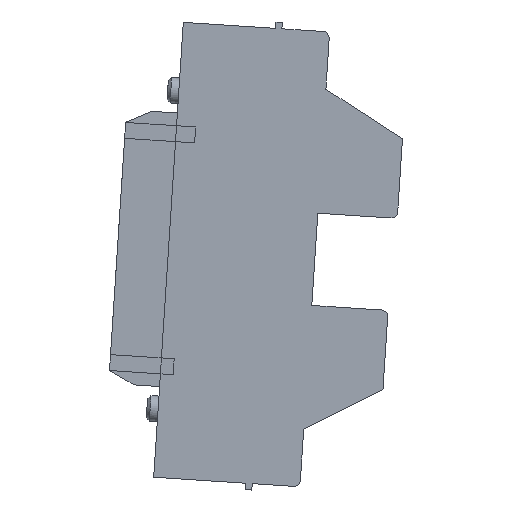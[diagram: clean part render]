
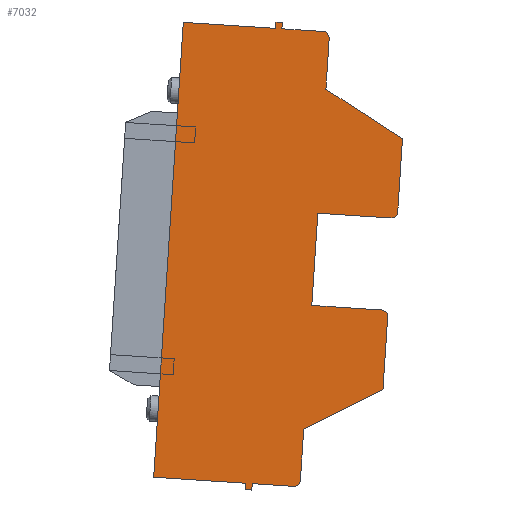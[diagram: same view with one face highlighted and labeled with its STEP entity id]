
A CAD part, left-side view. The second image highlights one B-rep face of the part: STEP entity #7032.
In plain terms, the highlighted face is planar.
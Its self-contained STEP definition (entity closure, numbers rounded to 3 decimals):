
#3242=CARTESIAN_POINT('',(2.0,29.,97.));
#3243=VERTEX_POINT('',#3242);
#3250=CARTESIAN_POINT('',(0.0,29.,97.));
#3251=VERTEX_POINT('',#3250);
#3252=CARTESIAN_POINT('',(2.0,29.,97.));
#3253=DIRECTION('',(-1.0,0.0,0.0));
#3254=VECTOR('',#3253,2.0);
#3255=LINE('',#3252,#3254);
#3256=EDGE_CURVE('',#3243,#3251,#3255,.T.);
#3572=CARTESIAN_POINT('',(145.0,0.0,97.));
#3573=VERTEX_POINT('',#3572);
#3580=CARTESIAN_POINT('',(2.0,0.0,97.));
#3581=VERTEX_POINT('',#3580);
#3582=CARTESIAN_POINT('',(145.0,0.0,97.));
#3583=DIRECTION('',(-1.0,0.0,0.0));
#3584=VECTOR('',#3583,143.0);
#3585=LINE('',#3582,#3584);
#3586=EDGE_CURVE('',#3573,#3581,#3585,.T.);
#3812=CARTESIAN_POINT('',(2.0,0.0,97.));
#3813=DIRECTION('',(0.0,1.0,0.0));
#3814=VECTOR('',#3813,29.);
#3815=LINE('',#3812,#3814);
#3816=EDGE_CURVE('',#3581,#3243,#3815,.T.);
#4257=CARTESIAN_POINT('',(145.,29.,97.));
#4258=VERTEX_POINT('',#4257);
#4265=CARTESIAN_POINT('',(145.,29.,97.));
#4266=DIRECTION('',(0.0,-1.0,0.0));
#4267=VECTOR('',#4266,29.);
#4268=LINE('',#4265,#4267);
#4269=EDGE_CURVE('',#4258,#3573,#4268,.T.);
#4916=CARTESIAN_POINT('',(4.,46.0,97.));
#4917=VERTEX_POINT('',#4916);
#4924=CARTESIAN_POINT('',(20.0,46.0,97.));
#4925=VERTEX_POINT('',#4924);
#4926=CARTESIAN_POINT('',(4.0,46.0,97.));
#4927=DIRECTION('',(1.0,0.0,0.0));
#4928=VECTOR('',#4927,16.0);
#4929=LINE('',#4926,#4928);
#4930=EDGE_CURVE('',#4917,#4925,#4929,.T.);
#5386=CARTESIAN_POINT('',(59.0,46.0,97.));
#5387=VERTEX_POINT('',#5386);
#5394=CARTESIAN_POINT('',(88.0,46.0,97.));
#5395=VERTEX_POINT('',#5394);
#5396=CARTESIAN_POINT('',(59.0,46.0,97.));
#5397=DIRECTION('',(1.0,0.0,0.0));
#5398=VECTOR('',#5397,29.0);
#5399=LINE('',#5396,#5398);
#5400=EDGE_CURVE('',#5387,#5395,#5399,.T.);
#5426=CARTESIAN_POINT('',(127.,46.0,97.));
#5427=VERTEX_POINT('',#5426);
#5434=CARTESIAN_POINT('',(143.0,46.0,97.));
#5435=VERTEX_POINT('',#5434);
#5436=CARTESIAN_POINT('',(127.,46.0,97.));
#5437=DIRECTION('',(1.0,0.0,0.0));
#5438=VECTOR('',#5437,16.);
#5439=LINE('',#5436,#5438);
#5440=EDGE_CURVE('',#5427,#5435,#5439,.T.);
#6074=CARTESIAN_POINT('',(113.0,70.0,97.));
#6075=VERTEX_POINT('',#6074);
#6082=CARTESIAN_POINT('',(113.,70.0,97.));
#6083=DIRECTION('',(0.504,-0.864,0.0));
#6084=VECTOR('',#6083,27.785);
#6085=LINE('',#6082,#6084);
#6086=EDGE_CURVE('',#6075,#5427,#6085,.T.);
#6156=CARTESIAN_POINT('',(90.0,70.0,97.));
#6157=VERTEX_POINT('',#6156);
#6164=CARTESIAN_POINT('',(90.0,70.0,97.));
#6165=DIRECTION('',(1.0,0.0,0.0));
#6166=VECTOR('',#6165,23.0);
#6167=LINE('',#6164,#6166);
#6168=EDGE_CURVE('',#6157,#6075,#6167,.T.);
#6238=CARTESIAN_POINT('',(88.0,68.,97.));
#6239=VERTEX_POINT('',#6238);
#6246=CARTESIAN_POINT('',(90.0,68.,97.));
#6247=DIRECTION('',(0.0,0.0,-1.0));
#6248=DIRECTION('',(-0.707,0.707,0.0));
#6249=AXIS2_PLACEMENT_3D('',#6246,#6247,#6248);
#6250=CIRCLE('',#6249,2.0);
#6251=EDGE_CURVE('',#6239,#6157,#6250,.T.);
#6306=CARTESIAN_POINT('',(88.0,46.0,97.));
#6307=DIRECTION('',(0.0,1.0,0.0));
#6308=VECTOR('',#6307,22.);
#6309=LINE('',#6306,#6308);
#6310=EDGE_CURVE('',#5395,#6239,#6309,.T.);
#6351=CARTESIAN_POINT('',(59.0,69.0,97.));
#6352=VERTEX_POINT('',#6351);
#6359=CARTESIAN_POINT('',(59.0,69.0,97.));
#6360=DIRECTION('',(0.0,-1.0,0.0));
#6361=VECTOR('',#6360,23.0);
#6362=LINE('',#6359,#6361);
#6363=EDGE_CURVE('',#6352,#5387,#6362,.T.);
#6433=CARTESIAN_POINT('',(57.,71.0,97.));
#6434=VERTEX_POINT('',#6433);
#6441=CARTESIAN_POINT('',(57.,69.0,97.));
#6442=DIRECTION('',(0.0,0.0,-1.0));
#6443=DIRECTION('',(0.707,0.707,0.0));
#6444=AXIS2_PLACEMENT_3D('',#6441,#6442,#6443);
#6445=CIRCLE('',#6444,2.0);
#6446=EDGE_CURVE('',#6434,#6352,#6445,.T.);
#6517=CARTESIAN_POINT('',(34.0,71.0,97.));
#6518=VERTEX_POINT('',#6517);
#6525=CARTESIAN_POINT('',(34.0,71.0,97.));
#6526=DIRECTION('',(1.0,0.0,0.0));
#6527=VECTOR('',#6526,23.);
#6528=LINE('',#6525,#6527);
#6529=EDGE_CURVE('',#6518,#6434,#6528,.T.);
#6600=CARTESIAN_POINT('',(20.,46.,97.));
#6601=DIRECTION('',(0.489,0.873,0.0));
#6602=VECTOR('',#6601,28.653);
#6603=LINE('',#6600,#6602);
#6604=EDGE_CURVE('',#4925,#6518,#6603,.T.);
#6778=CARTESIAN_POINT('',(145.0,44.,97.));
#6779=VERTEX_POINT('',#6778);
#6780=CARTESIAN_POINT('',(143.0,44.,97.));
#6781=DIRECTION('',(0.0,0.0,-1.0));
#6782=DIRECTION('',(0.707,0.707,0.0));
#6783=AXIS2_PLACEMENT_3D('',#6780,#6781,#6782);
#6784=CIRCLE('',#6783,2.0);
#6785=EDGE_CURVE('',#5435,#6779,#6784,.T.);
#6803=CARTESIAN_POINT('',(2.0,44.,97.));
#6804=VERTEX_POINT('',#6803);
#6805=CARTESIAN_POINT('',(4.0,44.,97.));
#6806=DIRECTION('',(0.0,0.0,-1.0));
#6807=DIRECTION('',(-0.707,0.707,0.0));
#6808=AXIS2_PLACEMENT_3D('',#6805,#6806,#6807);
#6809=CIRCLE('',#6808,2.0);
#6810=EDGE_CURVE('',#6804,#4917,#6809,.T.);
#6830=CARTESIAN_POINT('',(2.0,31.,97.));
#6831=VERTEX_POINT('',#6830);
#6838=CARTESIAN_POINT('',(2.0,31.,97.));
#6839=DIRECTION('',(0.0,1.0,0.0));
#6840=VECTOR('',#6839,13.);
#6841=LINE('',#6838,#6840);
#6842=EDGE_CURVE('',#6831,#6804,#6841,.T.);
#6862=CARTESIAN_POINT('',(147.0,29.,97.));
#6863=VERTEX_POINT('',#6862);
#6870=CARTESIAN_POINT('',(147.,29.,97.));
#6871=DIRECTION('',(-1.0,0.0,0.0));
#6872=VECTOR('',#6871,2.);
#6873=LINE('',#6870,#6872);
#6874=EDGE_CURVE('',#6863,#4258,#6873,.T.);
#6901=CARTESIAN_POINT('',(145.,31.,97.));
#6902=VERTEX_POINT('',#6901);
#6903=CARTESIAN_POINT('',(145.0,44.0,97.));
#6904=DIRECTION('',(0.0,-1.0,0.0));
#6905=VECTOR('',#6904,13.);
#6906=LINE('',#6903,#6905);
#6907=EDGE_CURVE('',#6779,#6902,#6906,.T.);
#6925=CARTESIAN_POINT('',(147.0,31.,97.));
#6926=VERTEX_POINT('',#6925);
#6927=CARTESIAN_POINT('',(145.,31.,97.));
#6928=DIRECTION('',(1.0,0.0,0.0));
#6929=VECTOR('',#6928,2.);
#6930=LINE('',#6927,#6929);
#6931=EDGE_CURVE('',#6902,#6926,#6930,.T.);
#6950=CARTESIAN_POINT('',(0.0,31.,97.));
#6951=VERTEX_POINT('',#6950);
#6958=CARTESIAN_POINT('',(0.0,31.,97.));
#6959=DIRECTION('',(1.0,0.0,0.0));
#6960=VECTOR('',#6959,2.0);
#6961=LINE('',#6958,#6960);
#6962=EDGE_CURVE('',#6951,#6831,#6961,.T.);
#6972=CARTESIAN_POINT('',(0.0,29.,97.));
#6973=DIRECTION('',(0.0,1.0,0.0));
#6974=VECTOR('',#6973,2.0);
#6975=LINE('',#6972,#6974);
#6976=EDGE_CURVE('',#3251,#6951,#6975,.T.);
#6989=CARTESIAN_POINT('',(147.0,31.,97.));
#6990=DIRECTION('',(0.0,-1.0,0.0));
#6991=VECTOR('',#6990,2.);
#6992=LINE('',#6989,#6991);
#6993=EDGE_CURVE('',#6926,#6863,#6992,.T.);
#7001=CARTESIAN_POINT('',(104.946,56.549,97.));
#7002=DIRECTION('',(0.0,0.0,1.0));
#7003=DIRECTION('',(1.0,0.0,0.0));
#7004=AXIS2_PLACEMENT_3D('',#7001,#7002,#7003);
#7005=PLANE('',#7004);
#7006=ORIENTED_EDGE('',*,*,#6251,.F.);
#7007=ORIENTED_EDGE('',*,*,#6310,.F.);
#7008=ORIENTED_EDGE('',*,*,#5400,.F.);
#7009=ORIENTED_EDGE('',*,*,#6363,.F.);
#7010=ORIENTED_EDGE('',*,*,#6446,.F.);
#7011=ORIENTED_EDGE('',*,*,#6529,.F.);
#7012=ORIENTED_EDGE('',*,*,#6604,.F.);
#7013=ORIENTED_EDGE('',*,*,#4930,.F.);
#7014=ORIENTED_EDGE('',*,*,#6810,.F.);
#7015=ORIENTED_EDGE('',*,*,#6842,.F.);
#7016=ORIENTED_EDGE('',*,*,#6962,.F.);
#7017=ORIENTED_EDGE('',*,*,#6976,.F.);
#7018=ORIENTED_EDGE('',*,*,#3256,.F.);
#7019=ORIENTED_EDGE('',*,*,#3816,.F.);
#7020=ORIENTED_EDGE('',*,*,#3586,.F.);
#7021=ORIENTED_EDGE('',*,*,#4269,.F.);
#7022=ORIENTED_EDGE('',*,*,#6874,.F.);
#7023=ORIENTED_EDGE('',*,*,#6993,.F.);
#7024=ORIENTED_EDGE('',*,*,#6931,.F.);
#7025=ORIENTED_EDGE('',*,*,#6907,.F.);
#7026=ORIENTED_EDGE('',*,*,#6785,.F.);
#7027=ORIENTED_EDGE('',*,*,#5440,.F.);
#7028=ORIENTED_EDGE('',*,*,#6086,.F.);
#7029=ORIENTED_EDGE('',*,*,#6168,.F.);
#7030=EDGE_LOOP('',(#7006,#7007,#7008,#7009,#7010,#7011,#7012,#7013,#7014,#7015,#7016,#7017,#7018,#7019,#7020,#7021,#7022,#7023,#7024,#7025,#7026,#7027,#7028,#7029));
#7031=FACE_OUTER_BOUND('',#7030,.T.);
#7032=ADVANCED_FACE('',(#7031),#7005,.T.);
